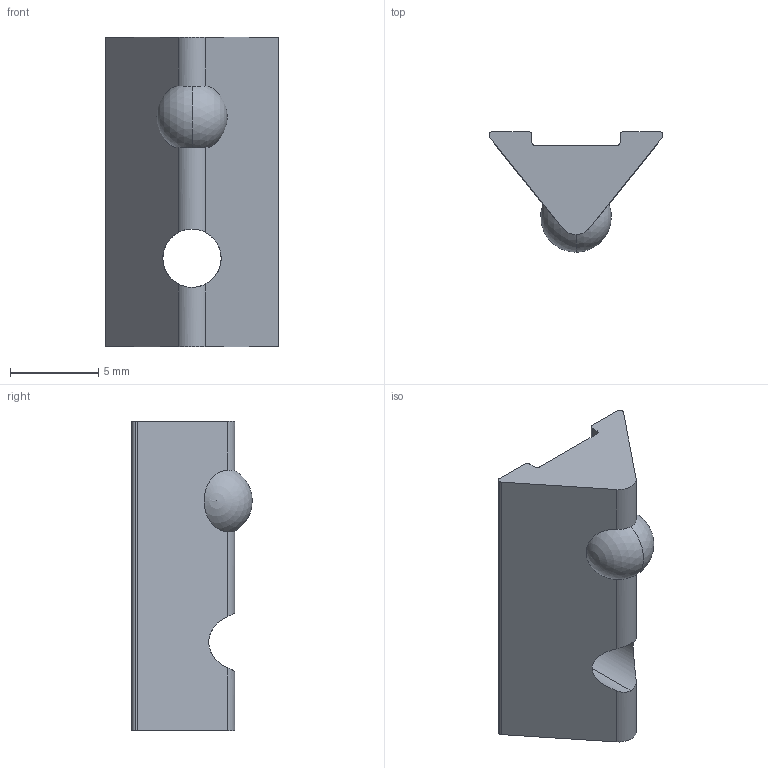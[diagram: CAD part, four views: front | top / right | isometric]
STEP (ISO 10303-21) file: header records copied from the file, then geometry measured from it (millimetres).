
FILE_DESCRIPTION (( 'STEP AP203' ), '1' );
FILE_NAME ('084.302.131.STEP', '2018-03-13T07:46:24', ( '' ), ( '' ), 'SwSTEP 2.0', 'SolidWorks 2016', '' );
FILE_SCHEMA (( 'CONFIG_CONTROL_DESIGN' ));
Length unit declared in the file: millimetre
Products named in the file (1): 084.302.131
Bounding box: 9.84 x 6.82 x 17.5 mm (x, y, z)
Volume: 471.5 mm3; surface area: 554.1 mm2
Topology: 1 solids, 1 shells, 23 faces, 72 edges, 48 vertices
Faces by surface type: cylinder 12, plane 9, sphere 2
Entity records: 862 total; most frequent: CARTESIAN_POINT 164, DIRECTION 133, ORIENTED_EDGE 132, EDGE_CURVE 66, AXIS2_PLACEMENT_3D 49, VERTEX_POINT 44, LINE 35, VECTOR 35
